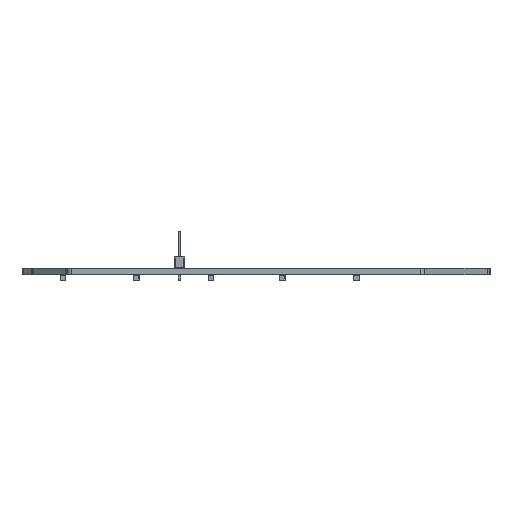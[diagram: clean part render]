
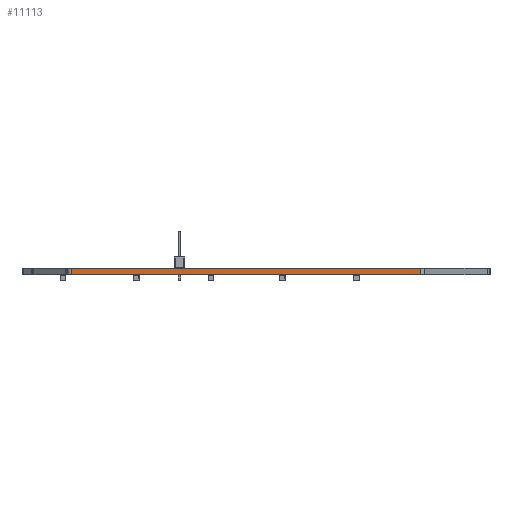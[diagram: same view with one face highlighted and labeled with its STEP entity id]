
A CAD part, left-side view. The second image highlights one B-rep face of the part: STEP entity #11113.
In plain terms, the highlighted planar face has unit normal (-1, 0, 0).
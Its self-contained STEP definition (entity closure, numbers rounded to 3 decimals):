
#1954 = VERTEX_POINT('',#1955);
#1955 = CARTESIAN_POINT('',(64.,-51.107,0.));
#1962 = EDGE_CURVE('',#1963,#1954,#1965,.T.);
#1963 = VERTEX_POINT('',#1964);
#1964 = CARTESIAN_POINT('',(64.,-132.61,0.));
#1965 = LINE('',#1966,#1967);
#1966 = CARTESIAN_POINT('',(64.,-132.61,0.));
#1967 = VECTOR('',#1968,1.);
#1968 = DIRECTION('',(0.,1.,0.));
#6418 = VERTEX_POINT('',#6419);
#6419 = CARTESIAN_POINT('',(64.,-51.107,1.6));
#6426 = EDGE_CURVE('',#6427,#6418,#6429,.T.);
#6427 = VERTEX_POINT('',#6428);
#6428 = CARTESIAN_POINT('',(64.,-132.61,1.6));
#6429 = LINE('',#6430,#6431);
#6430 = CARTESIAN_POINT('',(64.,-132.61,1.6));
#6431 = VECTOR('',#6432,1.);
#6432 = DIRECTION('',(0.,1.,0.));
#11083 = EDGE_CURVE('',#1954,#6418,#11084,.T.);
#11084 = LINE('',#11085,#11086);
#11085 = CARTESIAN_POINT('',(64.,-51.107,0.));
#11086 = VECTOR('',#11087,1.);
#11087 = DIRECTION('',(0.,0.,1.));
#11113 = ADVANCED_FACE('',(#11114),#11125,.T.);
#11114 = FACE_BOUND('',#11115,.T.);
#11115 = EDGE_LOOP('',(#11116,#11122,#11123,#11124));
#11116 = ORIENTED_EDGE('',*,*,#11117,.T.);
#11117 = EDGE_CURVE('',#1963,#6427,#11118,.T.);
#11118 = LINE('',#11119,#11120);
#11119 = CARTESIAN_POINT('',(64.,-132.61,0.));
#11120 = VECTOR('',#11121,1.);
#11121 = DIRECTION('',(0.,0.,1.));
#11122 = ORIENTED_EDGE('',*,*,#6426,.T.);
#11123 = ORIENTED_EDGE('',*,*,#11083,.F.);
#11124 = ORIENTED_EDGE('',*,*,#1962,.F.);
#11125 = PLANE('',#11126);
#11126 = AXIS2_PLACEMENT_3D('',#11127,#11128,#11129);
#11127 = CARTESIAN_POINT('',(64.,-132.61,0.));
#11128 = DIRECTION('',(-1.,0.,0.));
#11129 = DIRECTION('',(0.,1.,0.));
